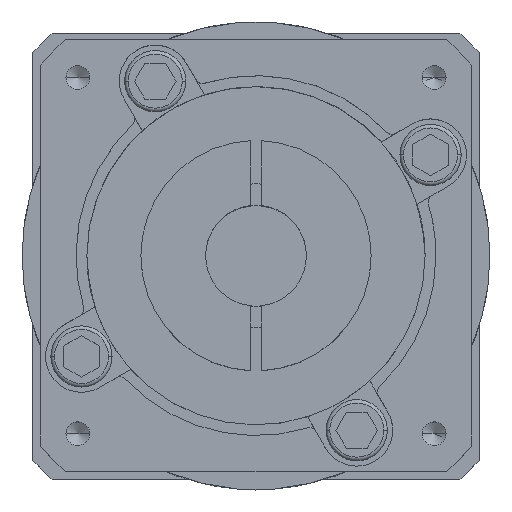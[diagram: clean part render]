
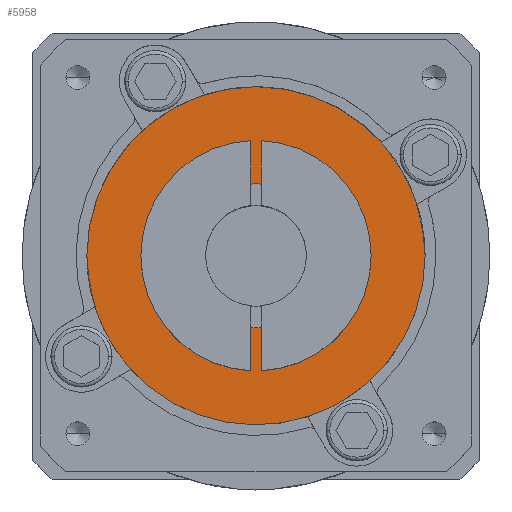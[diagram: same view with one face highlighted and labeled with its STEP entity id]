
A CAD part, top view. The second image highlights one B-rep face of the part: STEP entity #5958.
In plain terms, the highlighted planar face has unit normal (0, 0, 1).
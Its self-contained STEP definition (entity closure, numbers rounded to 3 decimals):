
#177 = DIRECTION ( 'NONE',  ( 0., 0., 1. ) ) ;
#209 = CARTESIAN_POINT ( 'NONE',  ( -23.5, 0., -2. ) ) ;
#369 = VERTEX_POINT ( 'NONE', #5025 ) ;
#616 = CARTESIAN_POINT ( 'NONE',  ( 0., 0., -2. ) ) ;
#994 = FACE_BOUND ( 'NONE', #7013, .T. ) ;
#1241 = FACE_OUTER_BOUND ( 'NONE', #5461, .T. ) ;
#1339 = DIRECTION ( 'NONE',  ( 1., 0., 0. ) ) ;
#1353 = AXIS2_PLACEMENT_3D ( 'NONE', #2167, #7319, #2898 ) ;
#1632 = CARTESIAN_POINT ( 'NONE',  ( 0., 0., -2. ) ) ;
#1672 = AXIS2_PLACEMENT_3D ( 'NONE', #8024, #3618, #8742 ) ;
#1912 = AXIS2_PLACEMENT_3D ( 'NONE', #1632, #177, #5309 ) ;
#1970 = AXIS2_PLACEMENT_3D ( 'NONE', #616, #5761, #1339 ) ;
#2111 = CIRCLE ( 'NONE', #1353, 10. ) ;
#2167 = CARTESIAN_POINT ( 'NONE',  ( 0., 0., -2. ) ) ;
#2858 = CARTESIAN_POINT ( 'NONE',  ( 0., 0., -2. ) ) ;
#2898 = DIRECTION ( 'NONE',  ( 1., 0., 0. ) ) ;
#3205 = CIRCLE ( 'NONE', #1672, 10. ) ;
#3542 = EDGE_CURVE ( 'NONE', #369, #8786, #8554, .T. ) ;
#3613 = DIRECTION ( 'NONE',  ( 1., 0., 0. ) ) ;
#3618 = DIRECTION ( 'NONE',  ( 0., 0., 1. ) ) ;
#3762 = AXIS2_PLACEMENT_3D ( 'NONE', #2858, #8019, #3613 ) ;
#3773 = VERTEX_POINT ( 'NONE', #3789 ) ;
#3789 = CARTESIAN_POINT ( 'NONE',  ( -10., 0., -2. ) ) ;
#4374 = ORIENTED_EDGE ( 'NONE', *, *, #4835, .F. ) ;
#4560 = PLANE ( 'NONE',  #1912 ) ;
#4835 = EDGE_CURVE ( 'NONE', #5243, #3773, #2111, .T. ) ;
#5025 = CARTESIAN_POINT ( 'NONE',  ( 23.5, 0., -2. ) ) ;
#5077 = EDGE_CURVE ( 'NONE', #3773, #5243, #3205, .T. ) ;
#5243 = VERTEX_POINT ( 'NONE', #5277 ) ;
#5277 = CARTESIAN_POINT ( 'NONE',  ( 10., 0., -2. ) ) ;
#5309 = DIRECTION ( 'NONE',  ( 1., 0., 0. ) ) ;
#5461 = EDGE_LOOP ( 'NONE', ( #6565, #8526 ) ) ;
#5563 = EDGE_CURVE ( 'NONE', #8786, #369, #8164, .T. ) ;
#5761 = DIRECTION ( 'NONE',  ( 0., 0., 1. ) ) ;
#5958 = ADVANCED_FACE ( 'NONE', ( #1241, #994 ), #4560, .T. ) ;
#6565 = ORIENTED_EDGE ( 'NONE', *, *, #3542, .T. ) ;
#7013 = EDGE_LOOP ( 'NONE', ( #9521, #4374 ) ) ;
#7319 = DIRECTION ( 'NONE',  ( 0., 0., 1. ) ) ;
#8019 = DIRECTION ( 'NONE',  ( 0., 0., 1. ) ) ;
#8024 = CARTESIAN_POINT ( 'NONE',  ( 0., 0., -2. ) ) ;
#8164 = CIRCLE ( 'NONE', #3762, 23.5 ) ;
#8526 = ORIENTED_EDGE ( 'NONE', *, *, #5563, .T. ) ;
#8554 = CIRCLE ( 'NONE', #1970, 23.5 ) ;
#8742 = DIRECTION ( 'NONE',  ( 1., 0., 0. ) ) ;
#8786 = VERTEX_POINT ( 'NONE', #209 ) ;
#9521 = ORIENTED_EDGE ( 'NONE', *, *, #5077, .F. ) ;
